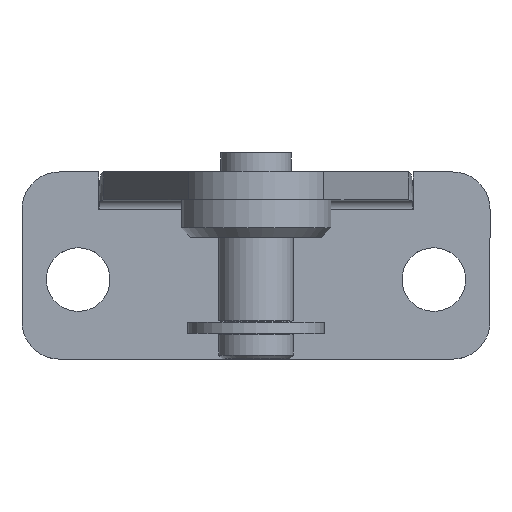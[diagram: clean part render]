
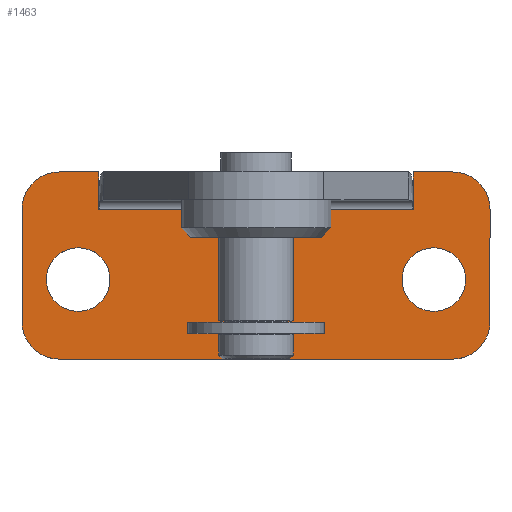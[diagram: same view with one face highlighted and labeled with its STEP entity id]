
A CAD part, top view. The second image highlights one B-rep face of the part: STEP entity #1463.
In plain terms, the highlighted planar face has unit normal (0, 0, 1).
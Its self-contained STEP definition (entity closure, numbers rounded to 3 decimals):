
#987 = VERTEX_POINT('',#988);
#988 = CARTESIAN_POINT('',(5.907,7.925,1.5));
#1076 = VERTEX_POINT('',#1077);
#1077 = CARTESIAN_POINT('',(-10.847,7.925,1.5));
#1185 = EDGE_CURVE('',#987,#1076,#1186,.T.);
#1186 = LINE('',#1187,#1188);
#1187 = CARTESIAN_POINT('',(-3.666,7.925,1.5));
#1188 = VECTOR('',#1189,1.);
#1189 = DIRECTION('',(-1.,0.,0.));
#1220 = EDGE_CURVE('',#1221,#987,#1223,.T.);
#1221 = VERTEX_POINT('',#1222);
#1222 = CARTESIAN_POINT('',(5.907,7.915,1.5));
#1223 = LINE('',#1224,#1225);
#1224 = CARTESIAN_POINT('',(5.907,6.42,1.5));
#1225 = VECTOR('',#1226,1.);
#1226 = DIRECTION('',(0.,1.,0.));
#1250 = EDGE_CURVE('',#1251,#1253,#1255,.T.);
#1251 = VERTEX_POINT('',#1252);
#1252 = CARTESIAN_POINT('',(5.917,9.925,1.5));
#1253 = VERTEX_POINT('',#1254);
#1254 = CARTESIAN_POINT('',(5.917,7.915,1.5));
#1255 = LINE('',#1256,#1257);
#1256 = CARTESIAN_POINT('',(5.917,7.425,1.5));
#1257 = VECTOR('',#1258,1.);
#1258 = DIRECTION('',(0.,-1.,0.));
#1290 = EDGE_CURVE('',#1253,#1221,#1291,.T.);
#1291 = LINE('',#1292,#1293);
#1292 = CARTESIAN_POINT('',(4.716,7.915,1.5));
#1293 = VECTOR('',#1294,1.);
#1294 = DIRECTION('',(-1.,0.,0.));
#1322 = VERTEX_POINT('',#1323);
#1323 = CARTESIAN_POINT('',(-10.847,7.915,1.5));
#1329 = EDGE_CURVE('',#1076,#1322,#1330,.T.);
#1330 = LINE('',#1331,#1332);
#1331 = CARTESIAN_POINT('',(-10.847,7.425,1.5));
#1332 = VECTOR('',#1333,1.);
#1333 = DIRECTION('',(0.,-1.,0.));
#1343 = EDGE_CURVE('',#1322,#1344,#1346,.T.);
#1344 = VERTEX_POINT('',#1345);
#1345 = CARTESIAN_POINT('',(-10.857,7.915,1.5));
#1346 = LINE('',#1347,#1348);
#1347 = CARTESIAN_POINT('',(-3.666,7.915,1.5));
#1348 = VECTOR('',#1349,1.);
#1349 = DIRECTION('',(-1.,0.,0.));
#1374 = EDGE_CURVE('',#1344,#1375,#1377,.T.);
#1375 = VERTEX_POINT('',#1376);
#1376 = CARTESIAN_POINT('',(-10.857,9.925,1.5));
#1377 = LINE('',#1378,#1379);
#1378 = CARTESIAN_POINT('',(-10.857,6.42,1.5));
#1379 = VECTOR('',#1380,1.);
#1380 = DIRECTION('',(0.,1.,0.));
#1406 = EDGE_CURVE('',#1251,#1407,#1409,.T.);
#1407 = VERTEX_POINT('',#1408);
#1408 = CARTESIAN_POINT('',(8.03,9.925,1.5));
#1409 = LINE('',#1410,#1411);
#1410 = CARTESIAN_POINT('',(8.03,9.925,1.5));
#1411 = VECTOR('',#1412,1.);
#1412 = DIRECTION('',(1.,0.,0.));
#1446 = VERTEX_POINT('',#1447);
#1447 = CARTESIAN_POINT('',(-12.97,9.925,1.5));
#1453 = EDGE_CURVE('',#1446,#1375,#1454,.T.);
#1454 = LINE('',#1455,#1456);
#1455 = CARTESIAN_POINT('',(8.03,9.925,1.5));
#1456 = VECTOR('',#1457,1.);
#1457 = DIRECTION('',(1.,0.,0.));
#1463 = ADVANCED_FACE('',(#1464,#1533,#1544),#1555,.T.);
#1464 = FACE_BOUND('',#1465,.T.);
#1465 = EDGE_LOOP('',(#1466,#1467,#1468,#1469,#1470,#1471,#1472,#1481,
    #1489,#1498,#1506,#1515,#1523,#1530,#1531,#1532));
#1466 = ORIENTED_EDGE('',*,*,#1220,.T.);
#1467 = ORIENTED_EDGE('',*,*,#1185,.T.);
#1468 = ORIENTED_EDGE('',*,*,#1329,.T.);
#1469 = ORIENTED_EDGE('',*,*,#1343,.T.);
#1470 = ORIENTED_EDGE('',*,*,#1374,.T.);
#1471 = ORIENTED_EDGE('',*,*,#1453,.F.);
#1472 = ORIENTED_EDGE('',*,*,#1473,.F.);
#1473 = EDGE_CURVE('',#1474,#1446,#1476,.T.);
#1474 = VERTEX_POINT('',#1475);
#1475 = CARTESIAN_POINT('',(-14.97,7.925,1.5));
#1476 = CIRCLE('',#1477,2.);
#1477 = AXIS2_PLACEMENT_3D('',#1478,#1479,#1480);
#1478 = CARTESIAN_POINT('',(-12.97,7.925,1.5));
#1479 = DIRECTION('',(0.,0.,-1.));
#1480 = DIRECTION('',(0.,1.,0.));
#1481 = ORIENTED_EDGE('',*,*,#1482,.F.);
#1482 = EDGE_CURVE('',#1483,#1474,#1485,.T.);
#1483 = VERTEX_POINT('',#1484);
#1484 = CARTESIAN_POINT('',(-14.97,1.925,1.5));
#1485 = LINE('',#1486,#1487);
#1486 = CARTESIAN_POINT('',(-14.97,7.925,1.5));
#1487 = VECTOR('',#1488,1.);
#1488 = DIRECTION('',(0.,1.,0.));
#1489 = ORIENTED_EDGE('',*,*,#1490,.F.);
#1490 = EDGE_CURVE('',#1491,#1483,#1493,.T.);
#1491 = VERTEX_POINT('',#1492);
#1492 = CARTESIAN_POINT('',(-12.97,-0.075,1.5));
#1493 = CIRCLE('',#1494,2.);
#1494 = AXIS2_PLACEMENT_3D('',#1495,#1496,#1497);
#1495 = CARTESIAN_POINT('',(-12.97,1.925,1.5));
#1496 = DIRECTION('',(0.,0.,-1.));
#1497 = DIRECTION('',(-1.,0.,0.));
#1498 = ORIENTED_EDGE('',*,*,#1499,.F.);
#1499 = EDGE_CURVE('',#1500,#1491,#1502,.T.);
#1500 = VERTEX_POINT('',#1501);
#1501 = CARTESIAN_POINT('',(8.03,-0.075,1.5));
#1502 = LINE('',#1503,#1504);
#1503 = CARTESIAN_POINT('',(-12.97,-0.075,1.5));
#1504 = VECTOR('',#1505,1.);
#1505 = DIRECTION('',(-1.,0.,0.));
#1506 = ORIENTED_EDGE('',*,*,#1507,.F.);
#1507 = EDGE_CURVE('',#1508,#1500,#1510,.T.);
#1508 = VERTEX_POINT('',#1509);
#1509 = CARTESIAN_POINT('',(10.03,1.925,1.5));
#1510 = CIRCLE('',#1511,2.);
#1511 = AXIS2_PLACEMENT_3D('',#1512,#1513,#1514);
#1512 = CARTESIAN_POINT('',(8.03,1.925,1.5));
#1513 = DIRECTION('',(0.,0.,-1.));
#1514 = DIRECTION('',(0.,-1.,0.));
#1515 = ORIENTED_EDGE('',*,*,#1516,.F.);
#1516 = EDGE_CURVE('',#1517,#1508,#1519,.T.);
#1517 = VERTEX_POINT('',#1518);
#1518 = CARTESIAN_POINT('',(10.03,7.925,1.5));
#1519 = LINE('',#1520,#1521);
#1520 = CARTESIAN_POINT('',(10.03,1.925,1.5));
#1521 = VECTOR('',#1522,1.);
#1522 = DIRECTION('',(0.,-1.,0.));
#1523 = ORIENTED_EDGE('',*,*,#1524,.F.);
#1524 = EDGE_CURVE('',#1407,#1517,#1525,.T.);
#1525 = CIRCLE('',#1526,2.);
#1526 = AXIS2_PLACEMENT_3D('',#1527,#1528,#1529);
#1527 = CARTESIAN_POINT('',(8.03,7.925,1.5));
#1528 = DIRECTION('',(0.,0.,-1.));
#1529 = DIRECTION('',(1.,0.,0.));
#1530 = ORIENTED_EDGE('',*,*,#1406,.F.);
#1531 = ORIENTED_EDGE('',*,*,#1250,.T.);
#1532 = ORIENTED_EDGE('',*,*,#1290,.T.);
#1533 = FACE_BOUND('',#1534,.T.);
#1534 = EDGE_LOOP('',(#1535));
#1535 = ORIENTED_EDGE('',*,*,#1536,.T.);
#1536 = EDGE_CURVE('',#1537,#1537,#1539,.T.);
#1537 = VERTEX_POINT('',#1538);
#1538 = CARTESIAN_POINT('',(5.33,4.175,1.5));
#1539 = CIRCLE('',#1540,1.7);
#1540 = AXIS2_PLACEMENT_3D('',#1541,#1542,#1543);
#1541 = CARTESIAN_POINT('',(7.03,4.175,1.5));
#1542 = DIRECTION('',(0.,0.,-1.));
#1543 = DIRECTION('',(-1.,0.,0.));
#1544 = FACE_BOUND('',#1545,.T.);
#1545 = EDGE_LOOP('',(#1546));
#1546 = ORIENTED_EDGE('',*,*,#1547,.T.);
#1547 = EDGE_CURVE('',#1548,#1548,#1550,.T.);
#1548 = VERTEX_POINT('',#1549);
#1549 = CARTESIAN_POINT('',(-13.67,4.175,1.5));
#1550 = CIRCLE('',#1551,1.7);
#1551 = AXIS2_PLACEMENT_3D('',#1552,#1553,#1554);
#1552 = CARTESIAN_POINT('',(-11.97,4.175,1.5));
#1553 = DIRECTION('',(0.,0.,-1.));
#1554 = DIRECTION('',(-1.,0.,0.));
#1555 = PLANE('',#1556);
#1556 = AXIS2_PLACEMENT_3D('',#1557,#1558,#1559);
#1557 = CARTESIAN_POINT('',(3.515,4.925,1.5));
#1558 = DIRECTION('',(0.,0.,1.));
#1559 = DIRECTION('',(-1.,0.,0.));
